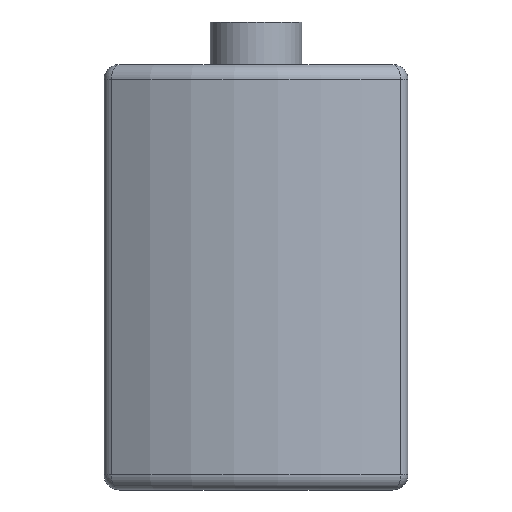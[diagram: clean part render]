
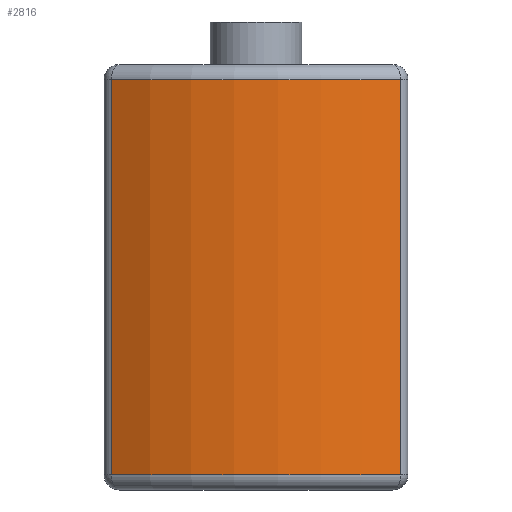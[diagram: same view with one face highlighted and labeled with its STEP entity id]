
A CAD part, front view. The second image highlights one B-rep face of the part: STEP entity #2816.
In plain terms, the highlighted cylindrical face has radius 45.417 mm (diameter 90.833 mm), a partial arc.
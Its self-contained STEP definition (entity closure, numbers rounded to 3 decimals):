
#1775 = TOROIDAL_SURFACE('',#1776,42.917,2.5);
#1776 = AXIS2_PLACEMENT_3D('',#1777,#1778,#1779);
#1777 = CARTESIAN_POINT('',(0.,30.417,2.5));
#1778 = DIRECTION('',(0.,0.,-1.));
#1779 = DIRECTION('',(0.55,-0.835,0.));
#1973 = TOROIDAL_SURFACE('',#1974,42.917,2.5);
#1974 = AXIS2_PLACEMENT_3D('',#1975,#1976,#1977);
#1975 = CARTESIAN_POINT('',(0.,30.417,67.5));
#1976 = DIRECTION('',(0.,0.,1.));
#1977 = DIRECTION('',(0.55,-0.835,0.));
#2230 = CYLINDRICAL_SURFACE('',#2231,2.5);
#2231 = AXIS2_PLACEMENT_3D('',#2232,#2233,#2234);
#2232 = CARTESIAN_POINT('',(22.5,-6.129,0.));
#2233 = DIRECTION('',(0.,0.,1.));
#2234 = DIRECTION('',(1.,0.,0.));
#2377 = VERTEX_POINT('',#2378);
#2378 = CARTESIAN_POINT('',(23.811,-8.258,2.5));
#2398 = EDGE_CURVE('',#2377,#2399,#2401,.T.);
#2399 = VERTEX_POINT('',#2400);
#2400 = CARTESIAN_POINT('',(-23.811,-8.258,2.5));
#2401 = SURFACE_CURVE('',#2402,(#2407,#2414),.PCURVE_S1.);
#2402 = CIRCLE('',#2403,45.417);
#2403 = AXIS2_PLACEMENT_3D('',#2404,#2405,#2406);
#2404 = CARTESIAN_POINT('',(0.,30.417,2.5));
#2405 = DIRECTION('',(0.,0.,-1.));
#2406 = DIRECTION('',(0.55,-0.835,0.));
#2407 = PCURVE('',#1775,#2408);
#2408 = DEFINITIONAL_REPRESENTATION('',(#2409),#2413);
#2409 = LINE('',#2410,#2411);
#2410 = CARTESIAN_POINT('',(0.,0.));
#2411 = VECTOR('',#2412,1.);
#2412 = DIRECTION('',(1.,0.));
#2413 = ( GEOMETRIC_REPRESENTATION_CONTEXT(2) 
PARAMETRIC_REPRESENTATION_CONTEXT() REPRESENTATION_CONTEXT('2D SPACE',''
  ) );
#2414 = PCURVE('',#2415,#2420);
#2415 = CYLINDRICAL_SURFACE('',#2416,45.417);
#2416 = AXIS2_PLACEMENT_3D('',#2417,#2418,#2419);
#2417 = CARTESIAN_POINT('',(0.,30.417,0.
    ));
#2418 = DIRECTION('',(0.,0.,-1.));
#2419 = DIRECTION('',(0.55,-0.835,0.));
#2420 = DEFINITIONAL_REPRESENTATION('',(#2421),#2425);
#2421 = LINE('',#2422,#2423);
#2422 = CARTESIAN_POINT('',(0.,-2.5));
#2423 = VECTOR('',#2424,1.);
#2424 = DIRECTION('',(1.,0.));
#2425 = ( GEOMETRIC_REPRESENTATION_CONTEXT(2) 
PARAMETRIC_REPRESENTATION_CONTEXT() REPRESENTATION_CONTEXT('2D SPACE',''
  ) );
#2618 = VERTEX_POINT('',#2619);
#2619 = CARTESIAN_POINT('',(-23.811,-8.258,67.5));
#2639 = EDGE_CURVE('',#2640,#2618,#2642,.T.);
#2640 = VERTEX_POINT('',#2641);
#2641 = CARTESIAN_POINT('',(23.811,-8.258,67.5));
#2642 = SURFACE_CURVE('',#2643,(#2648,#2655),.PCURVE_S1.);
#2643 = CIRCLE('',#2644,45.417);
#2644 = AXIS2_PLACEMENT_3D('',#2645,#2646,#2647);
#2645 = CARTESIAN_POINT('',(0.,30.417,67.5));
#2646 = DIRECTION('',(0.,0.,-1.));
#2647 = DIRECTION('',(0.55,-0.835,0.));
#2648 = PCURVE('',#1973,#2649);
#2649 = DEFINITIONAL_REPRESENTATION('',(#2650),#2654);
#2650 = LINE('',#2651,#2652);
#2651 = CARTESIAN_POINT('',(6.283,0.));
#2652 = VECTOR('',#2653,1.);
#2653 = DIRECTION('',(-1.,0.));
#2654 = ( GEOMETRIC_REPRESENTATION_CONTEXT(2) 
PARAMETRIC_REPRESENTATION_CONTEXT() REPRESENTATION_CONTEXT('2D SPACE',''
  ) );
#2655 = PCURVE('',#2415,#2656);
#2656 = DEFINITIONAL_REPRESENTATION('',(#2657),#2661);
#2657 = LINE('',#2658,#2659);
#2658 = CARTESIAN_POINT('',(0.,-67.5));
#2659 = VECTOR('',#2660,1.);
#2660 = DIRECTION('',(1.,0.));
#2661 = ( GEOMETRIC_REPRESENTATION_CONTEXT(2) 
PARAMETRIC_REPRESENTATION_CONTEXT() REPRESENTATION_CONTEXT('2D SPACE',''
  ) );
#2702 = CYLINDRICAL_SURFACE('',#2703,2.5);
#2703 = AXIS2_PLACEMENT_3D('',#2704,#2705,#2706);
#2704 = CARTESIAN_POINT('',(-22.5,-6.129,0.));
#2705 = DIRECTION('',(0.,0.,1.));
#2706 = DIRECTION('',(-0.524,-0.852,0.));
#2741 = EDGE_CURVE('',#2377,#2640,#2742,.T.);
#2742 = SURFACE_CURVE('',#2743,(#2747,#2754),.PCURVE_S1.);
#2743 = LINE('',#2744,#2745);
#2744 = CARTESIAN_POINT('',(23.811,-8.258,0.));
#2745 = VECTOR('',#2746,1.);
#2746 = DIRECTION('',(0.,0.,1.));
#2747 = PCURVE('',#2230,#2748);
#2748 = DEFINITIONAL_REPRESENTATION('',(#2749),#2753);
#2749 = LINE('',#2750,#2751);
#2750 = CARTESIAN_POINT('',(5.264,0.));
#2751 = VECTOR('',#2752,1.);
#2752 = DIRECTION('',(0.,1.));
#2753 = ( GEOMETRIC_REPRESENTATION_CONTEXT(2) 
PARAMETRIC_REPRESENTATION_CONTEXT() REPRESENTATION_CONTEXT('2D SPACE',''
  ) );
#2754 = PCURVE('',#2415,#2755);
#2755 = DEFINITIONAL_REPRESENTATION('',(#2756),#2760);
#2756 = LINE('',#2757,#2758);
#2757 = CARTESIAN_POINT('',(0.031,0.));
#2758 = VECTOR('',#2759,1.);
#2759 = DIRECTION('',(0.,-1.));
#2760 = ( GEOMETRIC_REPRESENTATION_CONTEXT(2) 
PARAMETRIC_REPRESENTATION_CONTEXT() REPRESENTATION_CONTEXT('2D SPACE',''
  ) );
#2816 = ADVANCED_FACE('',(#2817),#2415,.T.);
#2817 = FACE_BOUND('',#2818,.T.);
#2818 = EDGE_LOOP('',(#2819,#2820,#2821,#2842));
#2819 = ORIENTED_EDGE('',*,*,#2741,.T.);
#2820 = ORIENTED_EDGE('',*,*,#2639,.T.);
#2821 = ORIENTED_EDGE('',*,*,#2822,.F.);
#2822 = EDGE_CURVE('',#2399,#2618,#2823,.T.);
#2823 = SURFACE_CURVE('',#2824,(#2828,#2835),.PCURVE_S1.);
#2824 = LINE('',#2825,#2826);
#2825 = CARTESIAN_POINT('',(-23.811,-8.258,0.));
#2826 = VECTOR('',#2827,1.);
#2827 = DIRECTION('',(0.,0.,1.));
#2828 = PCURVE('',#2415,#2829);
#2829 = DEFINITIONAL_REPRESENTATION('',(#2830),#2834);
#2830 = LINE('',#2831,#2832);
#2831 = CARTESIAN_POINT('',(1.135,0.));
#2832 = VECTOR('',#2833,1.);
#2833 = DIRECTION('',(0.,-1.));
#2834 = ( GEOMETRIC_REPRESENTATION_CONTEXT(2) 
PARAMETRIC_REPRESENTATION_CONTEXT() REPRESENTATION_CONTEXT('2D SPACE',''
  ) );
#2835 = PCURVE('',#2702,#2836);
#2836 = DEFINITIONAL_REPRESENTATION('',(#2837),#2841);
#2837 = LINE('',#2838,#2839);
#2838 = CARTESIAN_POINT('',(6.283,0.));
#2839 = VECTOR('',#2840,1.);
#2840 = DIRECTION('',(0.,1.));
#2841 = ( GEOMETRIC_REPRESENTATION_CONTEXT(2) 
PARAMETRIC_REPRESENTATION_CONTEXT() REPRESENTATION_CONTEXT('2D SPACE',''
  ) );
#2842 = ORIENTED_EDGE('',*,*,#2398,.F.);
